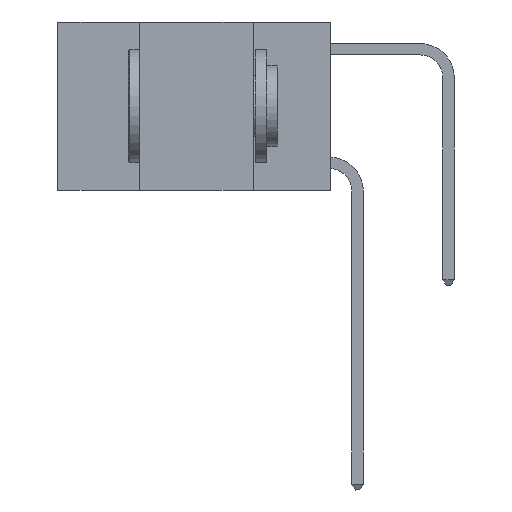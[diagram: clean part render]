
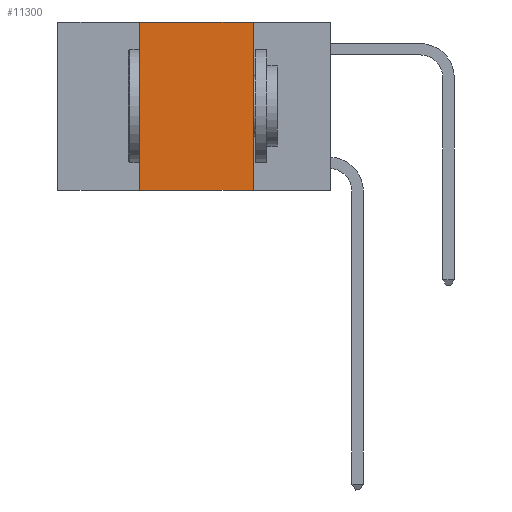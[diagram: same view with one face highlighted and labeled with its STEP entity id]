
A CAD part, left-side view. The second image highlights one B-rep face of the part: STEP entity #11300.
In plain terms, the highlighted planar face has unit normal (-1, 0, 0).
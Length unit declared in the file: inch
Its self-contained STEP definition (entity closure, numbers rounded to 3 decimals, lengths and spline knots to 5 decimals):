
#338 = LINE ( 'NONE', #10873, #8769 ) ;
#339 = ORIENTED_EDGE ( 'NONE', *, *, #1817, .F. ) ;
#1298 = EDGE_CURVE ( 'NONE', #4624, #10988, #18704, .T. ) ;
#1817 = EDGE_CURVE ( 'NONE', #17291, #6058, #338, .T. ) ;
#3241 = CARTESIAN_POINT ( 'NONE',  ( 0., 0.42, -0.37 ) ) ;
#3352 = CARTESIAN_POINT ( 'NONE',  ( 0., 0.17, 0. ) ) ;
#4471 = VECTOR ( 'NONE', #10221, 39.37008 ) ;
#4624 = VERTEX_POINT ( 'NONE', #15426 ) ;
#5716 = EDGE_LOOP ( 'NONE', ( #11541, #14566, #339, #13945 ) ) ;
#6058 = VERTEX_POINT ( 'NONE', #15202 ) ;
#6778 = CARTESIAN_POINT ( 'NONE',  ( 0., 0.17, -0.37 ) ) ;
#7149 = EDGE_CURVE ( 'NONE', #17291, #10988, #20574, .T. ) ;
#7342 = DIRECTION ( 'NONE',  ( 0., -1., 0. ) ) ;
#7894 = DIRECTION ( 'NONE',  ( 0., 0., -1. ) ) ;
#8769 = VECTOR ( 'NONE', #19368, 39.37008 ) ;
#9060 = VECTOR ( 'NONE', #9449, 39.37008 ) ;
#9438 = AXIS2_PLACEMENT_3D ( 'NONE', #21820, #13545, #7894 ) ;
#9449 = DIRECTION ( 'NONE',  ( 0., -1., 0. ) ) ;
#10221 = DIRECTION ( 'NONE',  ( 0., 0., -1. ) ) ;
#10428 = EDGE_CURVE ( 'NONE', #6058, #4624, #16765, .T. ) ;
#10873 = CARTESIAN_POINT ( 'NONE',  ( 0., 0.42, 0. ) ) ;
#10988 = VERTEX_POINT ( 'NONE', #6778 ) ;
#11300 = ADVANCED_FACE ( 'NONE', ( #20351 ), #20114, .F. ) ;
#11541 = ORIENTED_EDGE ( 'NONE', *, *, #1298, .F. ) ;
#13545 = DIRECTION ( 'NONE',  ( 1., 0., 0. ) ) ;
#13945 = ORIENTED_EDGE ( 'NONE', *, *, #7149, .T. ) ;
#14566 = ORIENTED_EDGE ( 'NONE', *, *, #10428, .F. ) ;
#15202 = CARTESIAN_POINT ( 'NONE',  ( 0., 0.42, 0. ) ) ;
#15426 = CARTESIAN_POINT ( 'NONE',  ( 0., 0.17, 0. ) ) ;
#15909 = CARTESIAN_POINT ( 'NONE',  ( 0., 0.6, -0.37 ) ) ;
#16765 = LINE ( 'NONE', #19749, #9060 ) ;
#17291 = VERTEX_POINT ( 'NONE', #3241 ) ;
#17621 = VECTOR ( 'NONE', #7342, 39.37008 ) ;
#18704 = LINE ( 'NONE', #3352, #4471 ) ;
#19368 = DIRECTION ( 'NONE',  ( 0., 0., 1. ) ) ;
#19749 = CARTESIAN_POINT ( 'NONE',  ( 0., 0.6, 0. ) ) ;
#20114 = PLANE ( 'NONE',  #9438 ) ;
#20351 = FACE_OUTER_BOUND ( 'NONE', #5716, .T. ) ;
#20574 = LINE ( 'NONE', #15909, #17621 ) ;
#21820 = CARTESIAN_POINT ( 'NONE',  ( 0., 0.6, 0. ) ) ;
